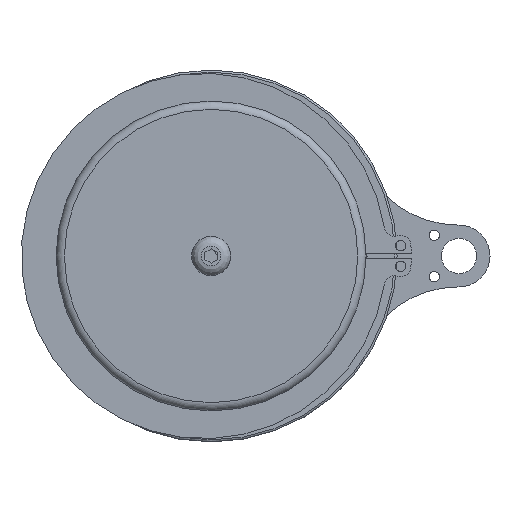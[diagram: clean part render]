
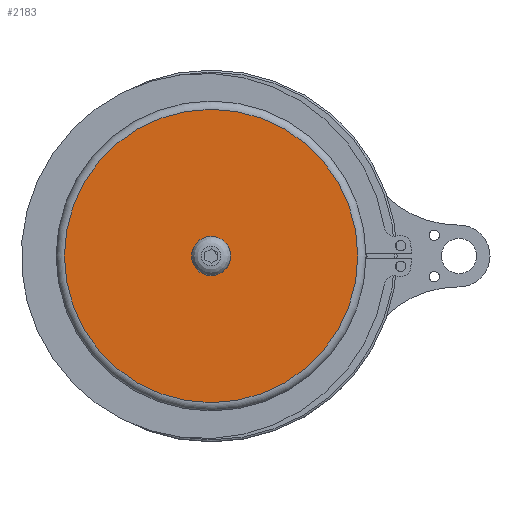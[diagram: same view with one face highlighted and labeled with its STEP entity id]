
A CAD part, left-side view. The second image highlights one B-rep face of the part: STEP entity #2183.
In plain terms, the highlighted planar face has unit normal (-1, 0, 0).
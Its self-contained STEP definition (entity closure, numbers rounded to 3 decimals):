
#95=FACE_BOUND('',#400,.T.);
#152=PLANE('',#2447);
#256=FACE_OUTER_BOUND('',#399,.T.);
#399=EDGE_LOOP('',(#1834,#1835));
#400=EDGE_LOOP('',(#1836,#1837));
#657=CIRCLE('',#2254,2.5);
#661=CIRCLE('',#2258,2.5);
#766=CIRCLE('',#2448,35.5);
#767=CIRCLE('',#2449,35.5);
#824=VERTEX_POINT('',#3236);
#825=VERTEX_POINT('',#3237);
#984=VERTEX_POINT('',#4017);
#985=VERTEX_POINT('',#4018);
#1053=EDGE_CURVE('',#824,#825,#657,.T.);
#1058=EDGE_CURVE('',#825,#824,#661,.T.);
#1279=EDGE_CURVE('',#984,#985,#766,.T.);
#1280=EDGE_CURVE('',#985,#984,#767,.T.);
#1834=ORIENTED_EDGE('',*,*,#1279,.T.);
#1835=ORIENTED_EDGE('',*,*,#1280,.T.);
#1836=ORIENTED_EDGE('',*,*,#1053,.F.);
#1837=ORIENTED_EDGE('',*,*,#1058,.F.);
#2183=ADVANCED_FACE('',(#256,#95),#152,.T.);
#2254=AXIS2_PLACEMENT_3D('',#3238,#2586,#2587);
#2258=AXIS2_PLACEMENT_3D('',#3246,#2595,#2596);
#2447=AXIS2_PLACEMENT_3D('',#4016,#3055,#3056);
#2448=AXIS2_PLACEMENT_3D('',#4019,#3057,#3058);
#2449=AXIS2_PLACEMENT_3D('',#4020,#3059,#3060);
#2586=DIRECTION('center_axis',(-1.,0.,0.));
#2587=DIRECTION('ref_axis',(0.,0.,-1.));
#2595=DIRECTION('center_axis',(-1.,0.,0.));
#2596=DIRECTION('ref_axis',(0.,0.,-1.));
#3055=DIRECTION('center_axis',(-1.,0.,0.));
#3056=DIRECTION('ref_axis',(0.,0.,
1.));
#3057=DIRECTION('center_axis',(-1.,0.,0.));
#3058=DIRECTION('ref_axis',(0.,0.,-1.));
#3059=DIRECTION('center_axis',(-1.,0.,0.));
#3060=DIRECTION('ref_axis',(0.,0.,-1.));
#3236=CARTESIAN_POINT('',(-101.925,2.5,0.));
#3237=CARTESIAN_POINT('',(-101.925,-2.5,0.));
#3238=CARTESIAN_POINT('Origin',(-101.925,0.,0.));
#3246=CARTESIAN_POINT('Origin',(-101.925,0.,0.));
#4016=CARTESIAN_POINT('Origin',(-101.925,2.5,0.));
#4017=CARTESIAN_POINT('',(-101.925,35.5,0.));
#4018=CARTESIAN_POINT('',(-101.925,0.,-35.5));
#4019=CARTESIAN_POINT('Origin',(-101.925,0.,0.));
#4020=CARTESIAN_POINT('Origin',(-101.925,0.,0.));
